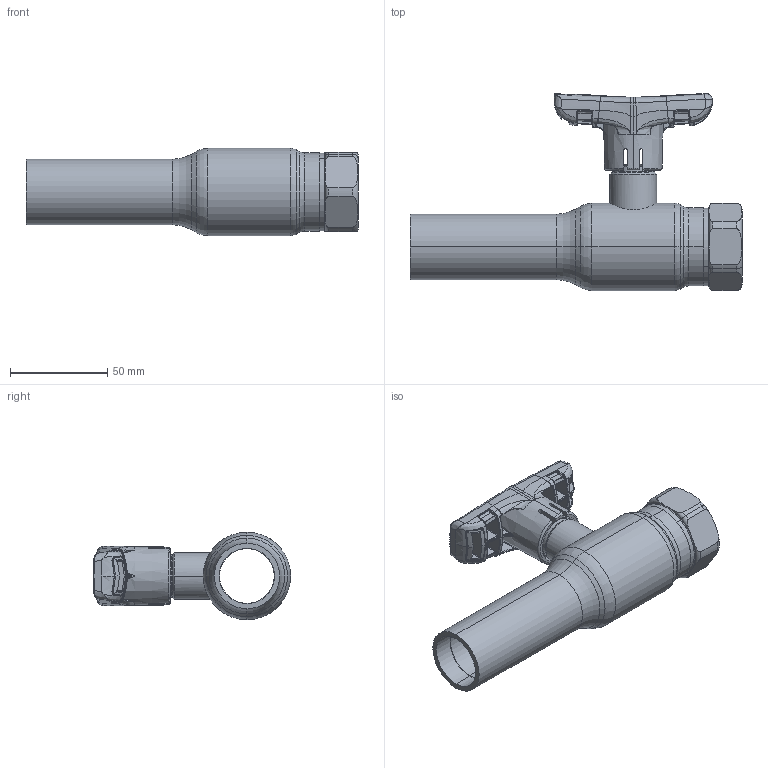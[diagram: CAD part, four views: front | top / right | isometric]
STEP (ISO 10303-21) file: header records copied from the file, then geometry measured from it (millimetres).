
FILE_DESCRIPTION (( 'STEP AP214' ), '1' );
FILE_NAME ('1025003600-2401.step', '2023-09-18T09:36:23', ( '' ), ( '' ), 'SwSTEP 2.0', 'SolidWorks 2021', '' );
FILE_SCHEMA (( 'AUTOMOTIVE_DESIGN' ));
Length unit declared in the file: millimetre
Products named in the file (1): 1025003600-2401
Bounding box: 171 x 101.58 x 45 mm (x, y, z)
Surface area: 47001.1 mm2 (no closed solid volume)
Topology: 0 solids, 7 shells, 614 faces, 1825 edges, 1148 vertices
Faces by surface type: bspline 476, plane 47, cylinder 43, torus 28, cone 18, sphere 2
Entity records: 54970 total; most frequent: CARTESIAN_POINT 36190, ORIENTED_EDGE 3164, EDGE_CURVE 1820, B_SPLINE_CURVE_WITH_KNOTS 1280, DIRECTION 1197, VERTEX_POINT 1147, EDGE_LOOP 622, UNCERTAINTY_MEASURE_WITH_UNIT 615
